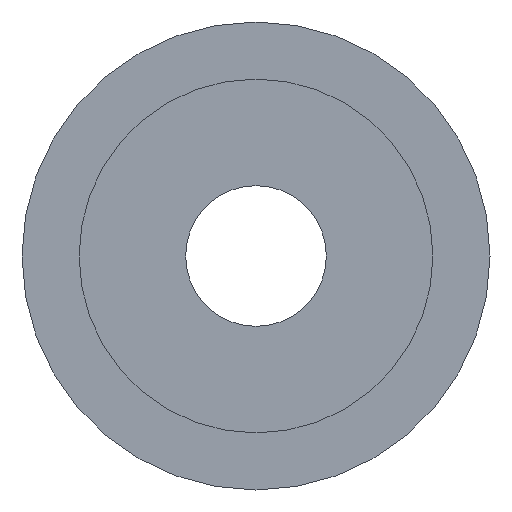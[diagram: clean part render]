
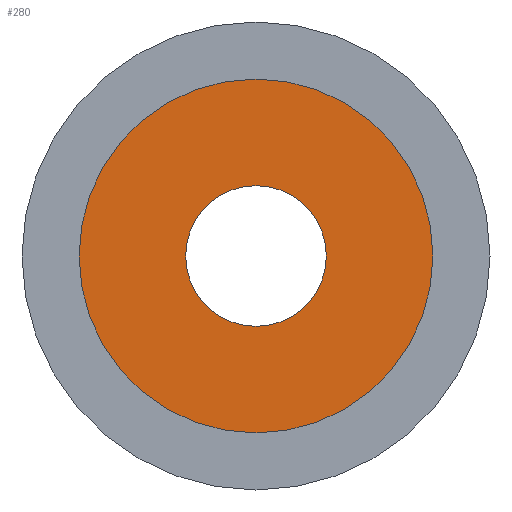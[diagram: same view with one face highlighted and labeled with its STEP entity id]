
A CAD part, front view. The second image highlights one B-rep face of the part: STEP entity #280.
In plain terms, the highlighted planar face has unit normal (0, -1, 0).
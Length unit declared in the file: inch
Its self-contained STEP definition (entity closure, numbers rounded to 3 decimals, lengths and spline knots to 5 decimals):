
#38 = EDGE_LOOP ( 'NONE', ( #483, #1074 ) ) ;
#39 = AXIS2_PLACEMENT_3D ( 'NONE', #650, #1000, #205 ) ;
#69 = DIRECTION ( 'NONE',  ( 0., 1., 0. ) ) ;
#71 = DIRECTION ( 'NONE',  ( 0., -1., 0. ) ) ;
#159 = FACE_BOUND ( 'NONE', #38, .T. ) ;
#168 = CARTESIAN_POINT ( 'NONE',  ( 0., 1.24327, -0.39336 ) ) ;
#202 = VERTEX_POINT ( 'NONE', #297 ) ;
#205 = DIRECTION ( 'NONE',  ( 0., 0., -1. ) ) ;
#206 = EDGE_CURVE ( 'NONE', #202, #249, #685, .T. ) ;
#231 = CARTESIAN_POINT ( 'NONE',  ( 0., 1.24327, 0. ) ) ;
#249 = VERTEX_POINT ( 'NONE', #332 ) ;
#263 = AXIS2_PLACEMENT_3D ( 'NONE', #707, #1058, #269 ) ;
#269 = DIRECTION ( 'NONE',  ( 0., 0., -1. ) ) ;
#280 = ADVANCED_FACE ( 'NONE', ( #954, #159 ), #517, .F. ) ;
#297 = CARTESIAN_POINT ( 'NONE',  ( 0., 1.24327, -0.15625 ) ) ;
#332 = CARTESIAN_POINT ( 'NONE',  ( 0., 1.24327, 0.15625 ) ) ;
#358 = CIRCLE ( 'NONE', #859, 0.39336 ) ;
#385 = ORIENTED_EDGE ( 'NONE', *, *, #388, .T. ) ;
#388 = EDGE_CURVE ( 'NONE', #641, #1092, #592, .T. ) ;
#428 = DIRECTION ( 'NONE',  ( 0., 0., 1. ) ) ;
#430 = DIRECTION ( 'NONE',  ( 0., 0., -1. ) ) ;
#467 = ORIENTED_EDGE ( 'NONE', *, *, #528, .T. ) ;
#483 = ORIENTED_EDGE ( 'NONE', *, *, #206, .F. ) ;
#517 = PLANE ( 'NONE',  #551 ) ;
#528 = EDGE_CURVE ( 'NONE', #1092, #641, #358, .T. ) ;
#551 = AXIS2_PLACEMENT_3D ( 'NONE', #874, #69, #428 ) ;
#569 = EDGE_LOOP ( 'NONE', ( #467, #385 ) ) ;
#587 = DIRECTION ( 'NONE',  ( 0., -1., 0. ) ) ;
#592 = CIRCLE ( 'NONE', #1090, 0.39336 ) ;
#641 = VERTEX_POINT ( 'NONE', #168 ) ;
#650 = CARTESIAN_POINT ( 'NONE',  ( 0., 1.24327, 0. ) ) ;
#680 = EDGE_CURVE ( 'NONE', #249, #202, #922, .T. ) ;
#685 = CIRCLE ( 'NONE', #39, 0.15625 ) ;
#707 = CARTESIAN_POINT ( 'NONE',  ( 0., 1.24327, 0. ) ) ;
#775 = CARTESIAN_POINT ( 'NONE',  ( 0., 1.24327, 0.39336 ) ) ;
#859 = AXIS2_PLACEMENT_3D ( 'NONE', #878, #71, #430 ) ;
#874 = CARTESIAN_POINT ( 'NONE',  ( 0., 1.24327, 0.52015 ) ) ;
#878 = CARTESIAN_POINT ( 'NONE',  ( 0., 1.24327, 0. ) ) ;
#922 = CIRCLE ( 'NONE', #263, 0.15625 ) ;
#941 = DIRECTION ( 'NONE',  ( 0., 0., -1. ) ) ;
#954 = FACE_OUTER_BOUND ( 'NONE', #569, .T. ) ;
#1000 = DIRECTION ( 'NONE',  ( 0., -1., 0. ) ) ;
#1058 = DIRECTION ( 'NONE',  ( 0., -1., 0. ) ) ;
#1074 = ORIENTED_EDGE ( 'NONE', *, *, #680, .F. ) ;
#1090 = AXIS2_PLACEMENT_3D ( 'NONE', #231, #587, #941 ) ;
#1092 = VERTEX_POINT ( 'NONE', #775 ) ;
